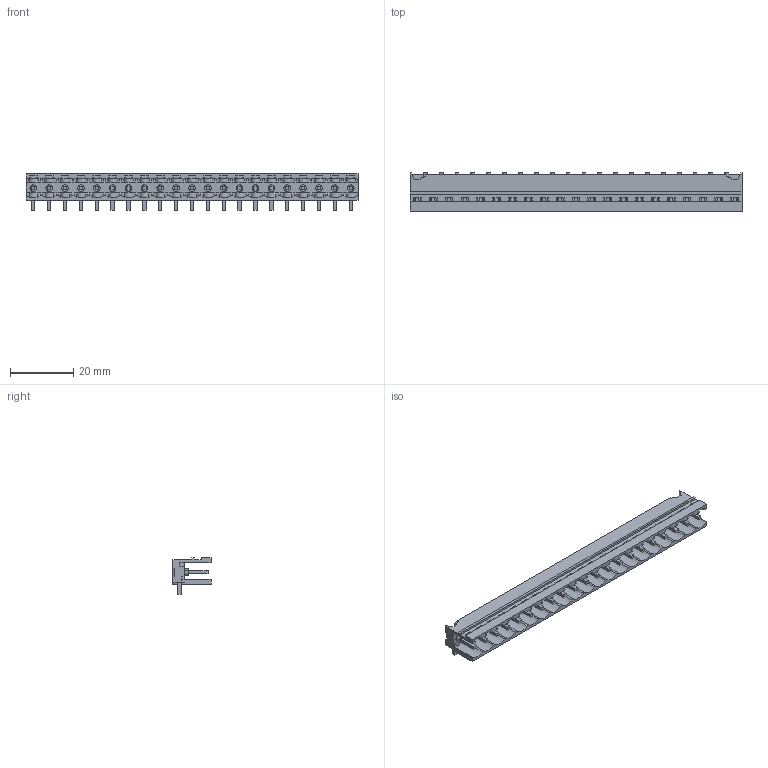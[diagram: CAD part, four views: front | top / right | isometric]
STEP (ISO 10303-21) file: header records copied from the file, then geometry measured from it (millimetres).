
FILE_DESCRIPTION(('CATIA V5 STEP Exchange','CAx-IF Rec.Pracs.--- Model Styling and Organization---1.2---2011-12-15'),'2;1');
FILE_NAME ('D1457095_0_1840080000_1840080000.stp','2018-03-08T08:08:51+00:00',('none'),('Weidmueller'),'CATIA Version 5-6 Release 2014','CATIA V5 STEP AP214','none');
FILE_SCHEMA(('AUTOMOTIVE_DESIGN { 1 0 10303 214 1 1 1 1 }'));
Length unit declared in the file: millimetre
Products named in the file (1): 1840080000
Bounding box: 104.6 x 12 x 11.63 mm (x, y, z)
Volume: 3677.2 mm3; surface area: 9173.8 mm2
Topology: 22 solids, 22 shells, 1357 faces, 4173 edges, 2818 vertices
Faces by surface type: plane 1130, cylinder 227
Entity records: 42788 total; most frequent: CARTESIAN_POINT 8510, ORIENTED_EDGE 8346, DIRECTION 5257, EDGE_CURVE 4173, VECTOR 3483, LINE 3483, VERTEX_POINT 2818, EDGE_LOOP 1399
